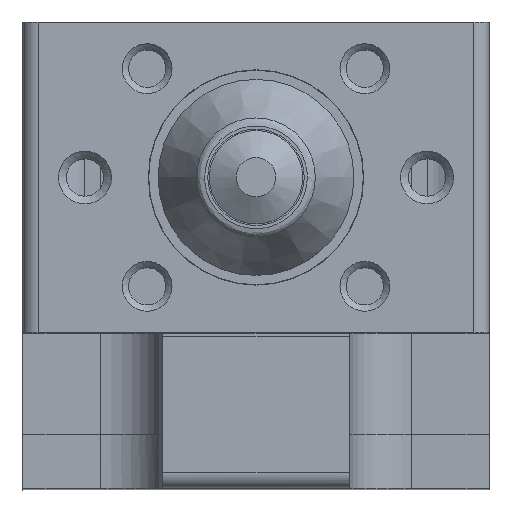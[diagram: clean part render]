
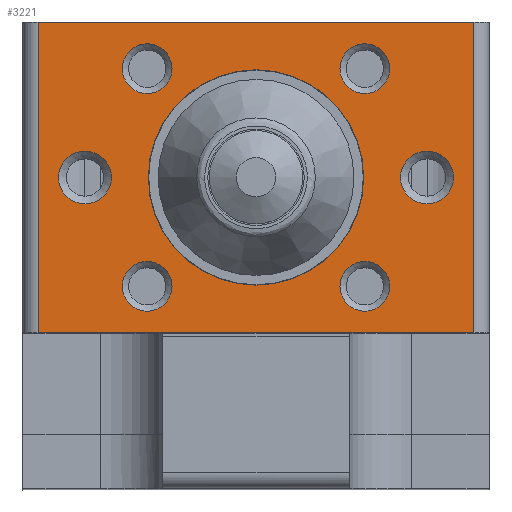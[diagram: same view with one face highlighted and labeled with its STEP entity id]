
A CAD part, top view. The second image highlights one B-rep face of the part: STEP entity #3221.
In plain terms, the highlighted planar face has unit normal (0, 0, 1).
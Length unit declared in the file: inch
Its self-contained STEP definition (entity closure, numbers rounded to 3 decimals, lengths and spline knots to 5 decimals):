
#47 = EDGE_LOOP ( 'NONE', ( #2497 ) ) ;
#49 = FACE_BOUND ( 'NONE', #3358, .T. ) ;
#115 = CARTESIAN_POINT ( 'NONE',  ( 0.55118, 0.5315, 2.46064 ) ) ;
#121 = FACE_BOUND ( 'NONE', #3849, .T. ) ;
#164 = EDGE_LOOP ( 'NONE', ( #2977 ) ) ;
#218 = CIRCLE ( 'NONE', #2792, 0.06299 ) ;
#314 = ORIENTED_EDGE ( 'NONE', *, *, #570, .T. ) ;
#316 = EDGE_CURVE ( 'NONE', #4351, #4351, #3753, .T. ) ;
#358 = EDGE_CURVE ( 'NONE', #1272, #1272, #3610, .T. ) ;
#366 = EDGE_LOOP ( 'NONE', ( #1847 ) ) ;
#372 = CARTESIAN_POINT ( 'NONE',  ( -0.55118, 0.5315, 2.46064 ) ) ;
#384 = PLANE ( 'NONE',  #3519 ) ;
#431 = FACE_BOUND ( 'NONE', #3415, .T. ) ;
#522 = VERTEX_POINT ( 'NONE', #372 ) ;
#554 = DIRECTION ( 'NONE',  ( 0., 1., 0. ) ) ;
#570 = EDGE_CURVE ( 'NONE', #3334, #3334, #1469, .T. ) ;
#588 = DIRECTION ( 'NONE',  ( -1., 0., 0. ) ) ;
#598 = EDGE_LOOP ( 'NONE', ( #314 ) ) ;
#608 = AXIS2_PLACEMENT_3D ( 'NONE', #2594, #3371, #2633 ) ;
#655 = CARTESIAN_POINT ( 'NONE',  ( -0.36614, 0.1378, 2.46064 ) ) ;
#796 = DIRECTION ( 'NONE',  ( 1., 0., 0. ) ) ;
#816 = VECTOR ( 'NONE', #554, 39.37008 ) ;
#846 = DIRECTION ( 'NONE',  ( 0., 0., -1. ) ) ;
#856 = VERTEX_POINT ( 'NONE', #2048 ) ;
#963 = EDGE_CURVE ( 'NONE', #856, #522, #3892, .T. ) ;
#1075 = FACE_BOUND ( 'NONE', #366, .T. ) ;
#1187 = DIRECTION ( 'NONE',  ( 1., 0., 0. ) ) ;
#1272 = VERTEX_POINT ( 'NONE', #655 ) ;
#1415 = DIRECTION ( 'NONE',  ( 1., 0., 0. ) ) ;
#1436 = VERTEX_POINT ( 'NONE', #1778 ) ;
#1438 = DIRECTION ( 'NONE',  ( 0., 0., -1. ) ) ;
#1469 = CIRCLE ( 'NONE', #3971, 0.06299 ) ;
#1486 = FACE_BOUND ( 'NONE', #598, .T. ) ;
#1515 = VECTOR ( 'NONE', #588, 39.37008 ) ;
#1586 = CARTESIAN_POINT ( 'NONE',  ( 0.55118, -0.64961, 2.46064 ) ) ;
#1597 = CARTESIAN_POINT ( 'NONE',  ( -0.27559, 0.41339, 2.46064 ) ) ;
#1601 = CARTESIAN_POINT ( 'NONE',  ( 0.43307, 0.1378, 2.46064 ) ) ;
#1635 = LINE ( 'NONE', #1990, #1515 ) ;
#1778 = CARTESIAN_POINT ( 'NONE',  ( -0.2126, -0.1378, 2.46064 ) ) ;
#1780 = CARTESIAN_POINT ( 'NONE',  ( 0.27559, -0.1378, 2.46064 ) ) ;
#1794 = EDGE_CURVE ( 'NONE', #3814, #3752, #1961, .T. ) ;
#1847 = ORIENTED_EDGE ( 'NONE', *, *, #2059, .T. ) ;
#1886 = CARTESIAN_POINT ( 'NONE',  ( -0.27559, -0.1378, 2.46064 ) ) ;
#1948 = CIRCLE ( 'NONE', #4247, 0.06693 ) ;
#1961 = LINE ( 'NONE', #1586, #816 ) ;
#1973 = CARTESIAN_POINT ( 'NONE',  ( 0.27264, 0.1378, 2.46064 ) ) ;
#1990 = CARTESIAN_POINT ( 'NONE',  ( 0.4203, -0.25591, 2.46064 ) ) ;
#2018 = CARTESIAN_POINT ( 'NONE',  ( 0.33858, 0.41339, 2.46064 ) ) ;
#2048 = CARTESIAN_POINT ( 'NONE',  ( -0.55118, -0.25591, 2.46064 ) ) ;
#2059 = EDGE_CURVE ( 'NONE', #2732, #2732, #1948, .T. ) ;
#2064 = CARTESIAN_POINT ( 'NONE',  ( 0.5, 0.1378, 2.46064 ) ) ;
#2091 = EDGE_CURVE ( 'NONE', #3752, #522, #4288, .T. ) ;
#2171 = DIRECTION ( 'NONE',  ( 1., 0., 0. ) ) ;
#2206 = DIRECTION ( 'NONE',  ( 0., 1., 0. ) ) ;
#2271 = DIRECTION ( 'NONE',  ( -1., 0., 0. ) ) ;
#2437 = CARTESIAN_POINT ( 'NONE',  ( 0.55118, -0.25591, 2.46064 ) ) ;
#2491 = CARTESIAN_POINT ( 'NONE',  ( 0.33858, -0.1378, 2.46064 ) ) ;
#2497 = ORIENTED_EDGE ( 'NONE', *, *, #3342, .T. ) ;
#2594 = CARTESIAN_POINT ( 'NONE',  ( 0., 0.1378, 2.46064 ) ) ;
#2605 = ORIENTED_EDGE ( 'NONE', *, *, #1794, .T. ) ;
#2633 = DIRECTION ( 'NONE',  ( 1., 0., 0. ) ) ;
#2657 = VECTOR ( 'NONE', #2206, 39.37008 ) ;
#2702 = AXIS2_PLACEMENT_3D ( 'NONE', #1597, #3230, #2958 ) ;
#2732 = VERTEX_POINT ( 'NONE', #2064 ) ;
#2792 = AXIS2_PLACEMENT_3D ( 'NONE', #1780, #1438, #796 ) ;
#2848 = CARTESIAN_POINT ( 'NONE',  ( 0.55118, -0.64961, 2.46064 ) ) ;
#2958 = DIRECTION ( 'NONE',  ( 1., 0., 0. ) ) ;
#2977 = ORIENTED_EDGE ( 'NONE', *, *, #358, .T. ) ;
#3019 = VECTOR ( 'NONE', #2271, 39.37008 ) ;
#3136 = FACE_BOUND ( 'NONE', #164, .T. ) ;
#3187 = FACE_BOUND ( 'NONE', #47, .T. ) ;
#3221 = ADVANCED_FACE ( 'NONE', ( #49, #431, #3187, #121, #1486, #3136, #1075, #3457 ), #384, .T. ) ;
#3230 = DIRECTION ( 'NONE',  ( 0., 0., -1. ) ) ;
#3296 = DIRECTION ( 'NONE',  ( 1., 0., 0. ) ) ;
#3306 = ORIENTED_EDGE ( 'NONE', *, *, #3650, .F. ) ;
#3334 = VERTEX_POINT ( 'NONE', #2018 ) ;
#3342 = EDGE_CURVE ( 'NONE', #3500, #3500, #218, .T. ) ;
#3358 = EDGE_LOOP ( 'NONE', ( #4132 ) ) ;
#3371 = DIRECTION ( 'NONE',  ( 0., 0., -1. ) ) ;
#3406 = ORIENTED_EDGE ( 'NONE', *, *, #4363, .T. ) ;
#3415 = EDGE_LOOP ( 'NONE', ( #3406 ) ) ;
#3452 = VERTEX_POINT ( 'NONE', #4218 ) ;
#3457 = FACE_OUTER_BOUND ( 'NONE', #4420, .T. ) ;
#3481 = CARTESIAN_POINT ( 'NONE',  ( -0.55118, -0.64961, 2.46064 ) ) ;
#3500 = VERTEX_POINT ( 'NONE', #2491 ) ;
#3519 = AXIS2_PLACEMENT_3D ( 'NONE', #2848, #4243, #1415 ) ;
#3610 = CIRCLE ( 'NONE', #4257, 0.06693 ) ;
#3644 = CARTESIAN_POINT ( 'NONE',  ( -0.43307, 0.1378, 2.46064 ) ) ;
#3650 = EDGE_CURVE ( 'NONE', #3814, #856, #1635, .T. ) ;
#3726 = ORIENTED_EDGE ( 'NONE', *, *, #4390, .T. ) ;
#3752 = VERTEX_POINT ( 'NONE', #115 ) ;
#3753 = CIRCLE ( 'NONE', #608, 0.27264 ) ;
#3782 = CIRCLE ( 'NONE', #4355, 0.06299 ) ;
#3793 = ORIENTED_EDGE ( 'NONE', *, *, #2091, .T. ) ;
#3814 = VERTEX_POINT ( 'NONE', #2437 ) ;
#3849 = EDGE_LOOP ( 'NONE', ( #3726 ) ) ;
#3860 = ORIENTED_EDGE ( 'NONE', *, *, #963, .F. ) ;
#3892 = LINE ( 'NONE', #3481, #2657 ) ;
#3912 = CARTESIAN_POINT ( 'NONE',  ( 0., 0.5315, 2.46064 ) ) ;
#3955 = DIRECTION ( 'NONE',  ( 0., 0., -1. ) ) ;
#3971 = AXIS2_PLACEMENT_3D ( 'NONE', #4252, #846, #2171 ) ;
#4048 = DIRECTION ( 'NONE',  ( 0., 0., -1. ) ) ;
#4132 = ORIENTED_EDGE ( 'NONE', *, *, #316, .T. ) ;
#4139 = CIRCLE ( 'NONE', #2702, 0.06299 ) ;
#4218 = CARTESIAN_POINT ( 'NONE',  ( -0.2126, 0.41339, 2.46064 ) ) ;
#4243 = DIRECTION ( 'NONE',  ( 0., 0., 1. ) ) ;
#4247 = AXIS2_PLACEMENT_3D ( 'NONE', #1601, #3955, #3296 ) ;
#4252 = CARTESIAN_POINT ( 'NONE',  ( 0.27559, 0.41339, 2.46064 ) ) ;
#4257 = AXIS2_PLACEMENT_3D ( 'NONE', #3644, #4048, #4362 ) ;
#4264 = DIRECTION ( 'NONE',  ( 0., 0., -1. ) ) ;
#4288 = LINE ( 'NONE', #3912, #3019 ) ;
#4351 = VERTEX_POINT ( 'NONE', #1973 ) ;
#4355 = AXIS2_PLACEMENT_3D ( 'NONE', #1886, #4264, #1187 ) ;
#4362 = DIRECTION ( 'NONE',  ( 1., 0., 0. ) ) ;
#4363 = EDGE_CURVE ( 'NONE', #3452, #3452, #4139, .T. ) ;
#4390 = EDGE_CURVE ( 'NONE', #1436, #1436, #3782, .T. ) ;
#4420 = EDGE_LOOP ( 'NONE', ( #3793, #3860, #3306, #2605 ) ) ;
